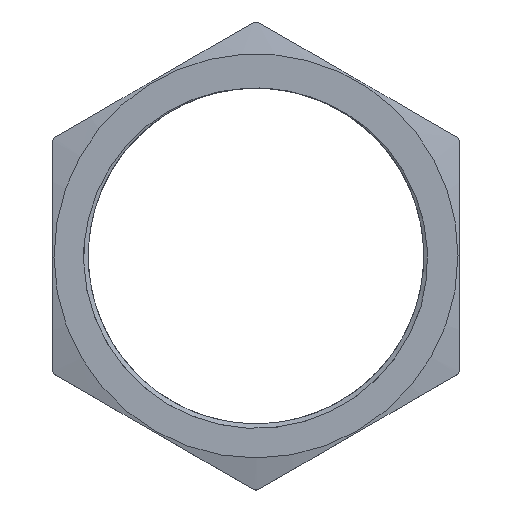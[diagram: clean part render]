
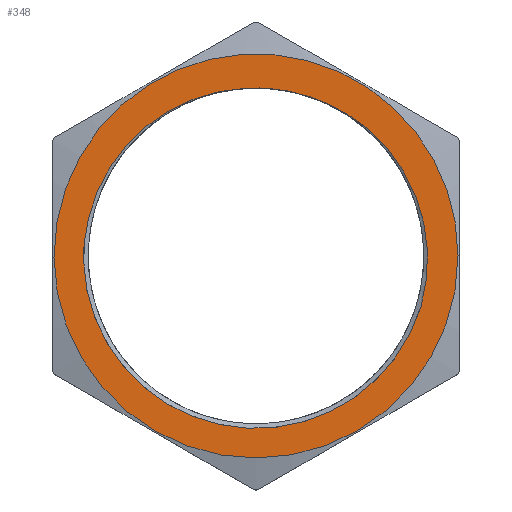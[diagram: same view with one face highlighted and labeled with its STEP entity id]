
A CAD part, top view. The second image highlights one B-rep face of the part: STEP entity #348.
In plain terms, the highlighted planar face has unit normal (0, 0, 1).
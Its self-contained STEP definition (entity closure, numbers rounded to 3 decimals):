
#18=FACE_BOUND('',#134,.T.);
#64=PLANE('',#392);
#66=CIRCLE('',#359,28.905);
#67=CIRCLE('',#361,29.666);
#69=CIRCLE('',#370,34.75);
#110=FACE_OUTER_BOUND('',#133,.T.);
#133=EDGE_LOOP('',(#322));
#134=EDGE_LOOP('',(#323,#324,#325,#326));
#137=B_SPLINE_CURVE_WITH_KNOTS('',3,(#752,#753,#754,#755,#756,#757,#758,
#759,#760,#761,#762,#763,#764,#765,#766,#767),.UNSPECIFIED.,.F.,.F.,(4,
3,3,3,3,4),(-4.54,-4.273,-2.86,-1.435,
-0.075,0.),.UNSPECIFIED.);
#142=B_SPLINE_CURVE_WITH_KNOTS('',3,(#1227,#1228,#1229,#1230,#1231,#1232,
#1233,#1234,#1235,#1236,#1237,#1238,#1239,#1240,#1241,#1242),
 .UNSPECIFIED.,.F.,.F.,(4,3,3,3,3,4),(-4.537,-4.264,
-2.831,-1.409,-0.148,0.),
 .UNSPECIFIED.);
#145=VERTEX_POINT('',#702);
#146=VERTEX_POINT('',#751);
#148=VERTEX_POINT('',#819);
#150=VERTEX_POINT('',#1090);
#175=VERTEX_POINT('',#1325);
#179=EDGE_CURVE('',#145,#146,#137,.T.);
#183=EDGE_CURVE('',#148,#145,#66,.T.);
#186=EDGE_CURVE('',#150,#148,#142,.T.);
#187=EDGE_CURVE('',#150,#146,#67,.T.);
#213=EDGE_CURVE('',#175,#175,#69,.T.);
#322=ORIENTED_EDGE('',*,*,#213,.F.);
#323=ORIENTED_EDGE('',*,*,#187,.T.);
#324=ORIENTED_EDGE('',*,*,#179,.F.);
#325=ORIENTED_EDGE('',*,*,#183,.F.);
#326=ORIENTED_EDGE('',*,*,#186,.F.);
#348=ADVANCED_FACE('',(#110,#18),#64,.T.);
#359=AXIS2_PLACEMENT_3D('',#868,#399,#400);
#361=AXIS2_PLACEMENT_3D('',#1244,#403,#404);
#370=AXIS2_PLACEMENT_3D('',#1326,#433,#434);
#392=AXIS2_PLACEMENT_3D('',#1349,#477,#478);
#399=DIRECTION('center_axis',(0.,0.,1.));
#400=DIRECTION('ref_axis',(-1.,0.,0.));
#403=DIRECTION('center_axis',(0.,0.,-1.));
#404=DIRECTION('ref_axis',(-1.,0.,0.));
#433=DIRECTION('center_axis',(0.,0.,-1.));
#434=DIRECTION('ref_axis',(-1.,0.,0.));
#477=DIRECTION('center_axis',(0.,0.,1.));
#478=DIRECTION('ref_axis',(1.,0.,0.));
#702=CARTESIAN_POINT('',(-1.755,28.852,6.25));
#751=CARTESIAN_POINT('',(-29.648,-1.03,6.25));
#752=CARTESIAN_POINT('Ctrl Pts',(-1.756,28.852,6.25));
#753=CARTESIAN_POINT('Ctrl Pts',(-2.646,28.814,6.25));
#754=CARTESIAN_POINT('Ctrl Pts',(-3.532,28.735,6.25));
#755=CARTESIAN_POINT('Ctrl Pts',(-4.411,28.615,6.25));
#756=CARTESIAN_POINT('Ctrl Pts',(-9.059,27.979,6.25));
#757=CARTESIAN_POINT('Ctrl Pts',(-13.553,26.187,6.25));
#758=CARTESIAN_POINT('Ctrl Pts',(-17.366,23.464,6.25));
#759=CARTESIAN_POINT('Ctrl Pts',(-21.209,20.719,6.25));
#760=CARTESIAN_POINT('Ctrl Pts',(-24.381,17.011,6.25));
#761=CARTESIAN_POINT('Ctrl Pts',(-26.507,12.787,6.25));
#762=CARTESIAN_POINT('Ctrl Pts',(-28.536,8.753,6.25));
#763=CARTESIAN_POINT('Ctrl Pts',(-29.618,4.248,6.25));
#764=CARTESIAN_POINT('Ctrl Pts',(-29.652,-0.28,6.25));
#765=CARTESIAN_POINT('Ctrl Pts',(-29.654,-0.53,6.25));
#766=CARTESIAN_POINT('Ctrl Pts',(-29.653,-0.78,6.25));
#767=CARTESIAN_POINT('Ctrl Pts',(-29.648,-1.03,6.25));
#819=CARTESIAN_POINT('',(9.123,27.428,6.25));
#868=CARTESIAN_POINT('Origin',(0.,0.,6.25));
#1090=CARTESIAN_POINT('',(28.384,-8.627,6.25));
#1227=CARTESIAN_POINT('Ctrl Pts',(28.385,-8.626,6.25));
#1228=CARTESIAN_POINT('Ctrl Pts',(28.636,-7.749,6.25));
#1229=CARTESIAN_POINT('Ctrl Pts',(28.847,-6.862,6.25));
#1230=CARTESIAN_POINT('Ctrl Pts',(29.015,-5.968,6.25));
#1231=CARTESIAN_POINT('Ctrl Pts',(29.897,-1.289,6.25));
#1232=CARTESIAN_POINT('Ctrl Pts',(29.625,3.614,6.25));
#1233=CARTESIAN_POINT('Ctrl Pts',(28.229,8.158,6.25));
#1234=CARTESIAN_POINT('Ctrl Pts',(26.844,12.666,6.25));
#1235=CARTESIAN_POINT('Ctrl Pts',(24.343,16.847,6.25));
#1236=CARTESIAN_POINT('Ctrl Pts',(21.015,20.195,6.25));
#1237=CARTESIAN_POINT('Ctrl Pts',(18.06,23.168,6.25));
#1238=CARTESIAN_POINT('Ctrl Pts',(14.451,25.489,6.25));
#1239=CARTESIAN_POINT('Ctrl Pts',(10.517,26.95,6.25));
#1240=CARTESIAN_POINT('Ctrl Pts',(10.057,27.121,6.25));
#1241=CARTESIAN_POINT('Ctrl Pts',(9.592,27.28,6.25));
#1242=CARTESIAN_POINT('Ctrl Pts',(9.123,27.428,6.25));
#1244=CARTESIAN_POINT('Origin',(0.,0.,6.25));
#1325=CARTESIAN_POINT('',(34.75,0.,6.25));
#1326=CARTESIAN_POINT('Origin',(0.,0.,6.25));
#1349=CARTESIAN_POINT('Origin',(34.857,-20.125,6.25));
